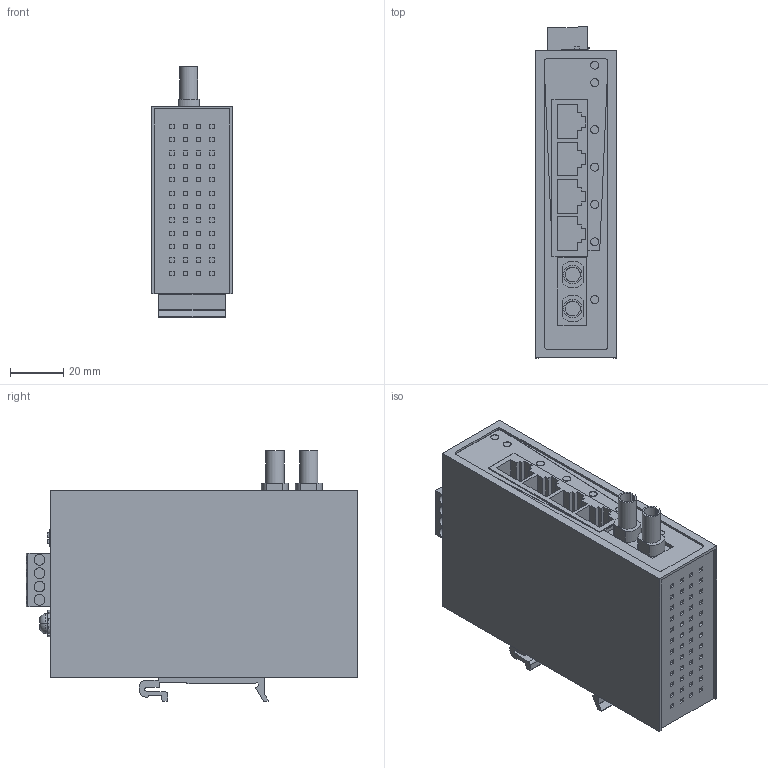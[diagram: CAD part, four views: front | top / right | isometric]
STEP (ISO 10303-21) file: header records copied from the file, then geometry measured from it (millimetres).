
FILE_DESCRIPTION(('CATIA V5 STEP Exchange','CAx-IF Rec.Pracs.--- Model Styling and Organization---1.4--- 2014-01-23'),'2;1');
FILE_NAME ('D1396586_1', '2019-11-06T12:08:56+00:00', ('none'), ('Weidmueller'), 'CATIA Version 5-6 Release 2016 SP3 HF44', 'CATIA V5 STEP AP214', 'none');
FILE_SCHEMA(('AUTOMOTIVE_DESIGN { 1 0 10303 214 1 1 1 1 }'));
Length unit declared in the file: millimetre
Products named in the file (1): 1240880000
Bounding box: 30.3 x 124.05 x 93.5 mm (x, y, z)
Volume: 242003.9 mm3; surface area: 45313.9 mm2
Topology: 21 solids, 21 shells, 756 faces, 1855 edges, 1237 vertices
Faces by surface type: plane 623, cylinder 122, extrusion 9, torus 2
Entity records: 21198 total; most frequent: CARTESIAN_POINT 4168, ORIENTED_EDGE 3710, DIRECTION 2492, EDGE_CURVE 1855, VECTOR 1509, LINE 1500, VERTEX_POINT 1237, EDGE_LOOP 864
